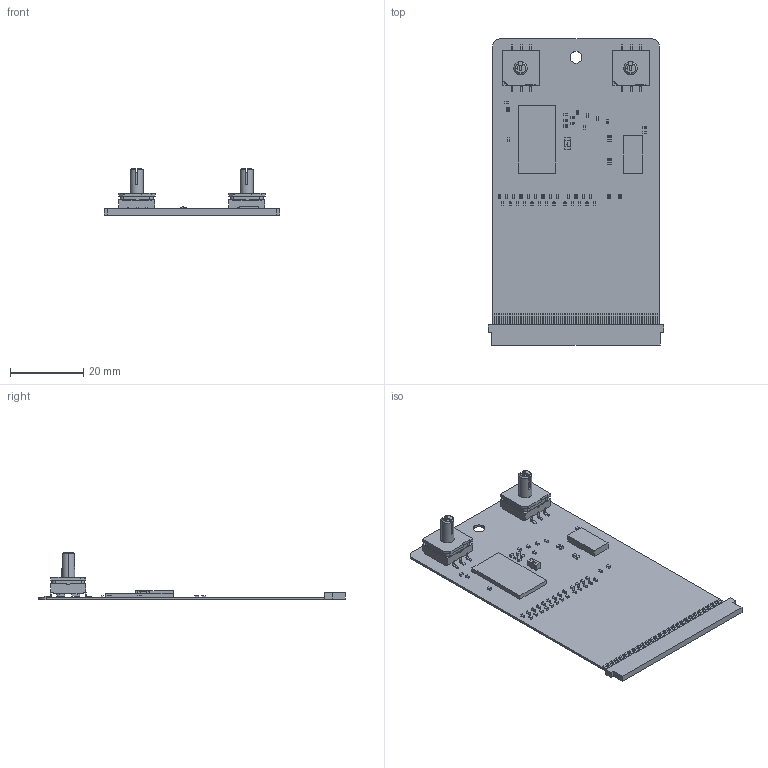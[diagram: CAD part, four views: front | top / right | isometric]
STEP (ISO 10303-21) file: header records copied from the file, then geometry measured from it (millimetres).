
FILE_DESCRIPTION(('Open CASCADE Model'),'2;1');
FILE_NAME('Open CASCADE Shape Model','2025-04-15T12:41:50',('Author'),( 'Open CASCADE'),'Open CASCADE STEP processor 7.5','Open CASCADE 7.5' ,'Unknown');
FILE_SCHEMA(('AUTOMOTIVE_DESIGN { 1 0 10303 214 1 1 1 1 }'));
Length unit declared in the file: millimetre
Products named in the file (90): PCB; Board; Open CASCADE STEP translator 7.5 5.1.1; S2; 94HBB08WT_RGB8421504; S1; R33; 6434592112; Terminal; Open CASCADE STEP translator 6.8 4.1.1; Open CASCADE STEP translator 6.8 4.1.2; Mid_Body; Open CASCADE STEP translator 6.8 4.2.1; R39; R35; R37; R40; R30; 6434598512; R44; R43; R42; 6434589632; R41; R38; R36; R34; R31; R29; R28; R27; R26; R24; R21; R20; R18; R16; R14; R13; R12 ...
Assembly tree (134 placements, depth 5):
  PCB
    Board
      Open CASCADE STEP translator 7.5 5.1.1
    S2
      94HBB08WT_RGB8421504
    S1
      94HBB08WT_RGB8421504
    R33
      6434592112
        Terminal
          Open CASCADE STEP translator 6.8 4.1.1
          Open CASCADE STEP translator 6.8 4.1.2
        Mid_Body
          Open CASCADE STEP translator 6.8 4.2.1
    R39
      6434592112
        Terminal
          Open CASCADE STEP translator 6.8 4.1.1
          Open CASCADE STEP translator 6.8 4.1.2
        Mid_Body
          Open CASCADE STEP translator 6.8 4.2.1
    R35
      6434592112
        Terminal
          Open CASCADE STEP translator 6.8 4.1.1
          Open CASCADE STEP translator 6.8 4.1.2
        Mid_Body
          Open CASCADE STEP translator 6.8 4.2.1
    R37
      6434592112
        Terminal
          Open CASCADE STEP translator 6.8 4.1.1
          Open CASCADE STEP translator 6.8 4.1.2
        Mid_Body
          Open CASCADE STEP translator 6.8 4.2.1
    R40
      6434592112
        Terminal
          Open CASCADE STEP translator 6.8 4.1.1
          Open CASCADE STEP translator 6.8 4.1.2
        Mid_Body
          Open CASCADE STEP translator 6.8 4.2.1
    R30
      6434598512
        Terminal
          Open CASCADE STEP translator 6.8 4.1.1
          Open CASCADE STEP translator 6.8 4.1.2
        Mid_Body
          Open CASCADE STEP translator 6.8 4.2.1
    R44
      6434592112
        Terminal
          Open CASCADE STEP translator 6.8 4.1.1
          Open CASCADE STEP translator 6.8 4.1.2
        Mid_Body
          Open CASCADE STEP translator 6.8 4.2.1
    R43
      6434592112
        Terminal
          Open CASCADE STEP translator 6.8 4.1.1
Bounding box: 48 x 83.5 x 12.98 mm (x, y, z)
Volume: 2922.8 mm3; surface area: 10160.6 mm2
Topology: 159 solids, 175 shells, 2912 faces, 7161 edges, 4244 vertices
Faces by surface type: plane 1438, cylinder 1078, sphere 384, bspline 8, cone 4
Full cylindrical faces by diameter (mm): 3.2 x1
Entity records: 25221 total; most frequent: CARTESIAN_POINT 4322, DIRECTION 4093, ORIENTED_EDGE 3718, EDGE_CURVE 1978, LINE 1577, VECTOR 1577, VERTEX_POINT 1335, AXIS2_PLACEMENT_3D 1258
